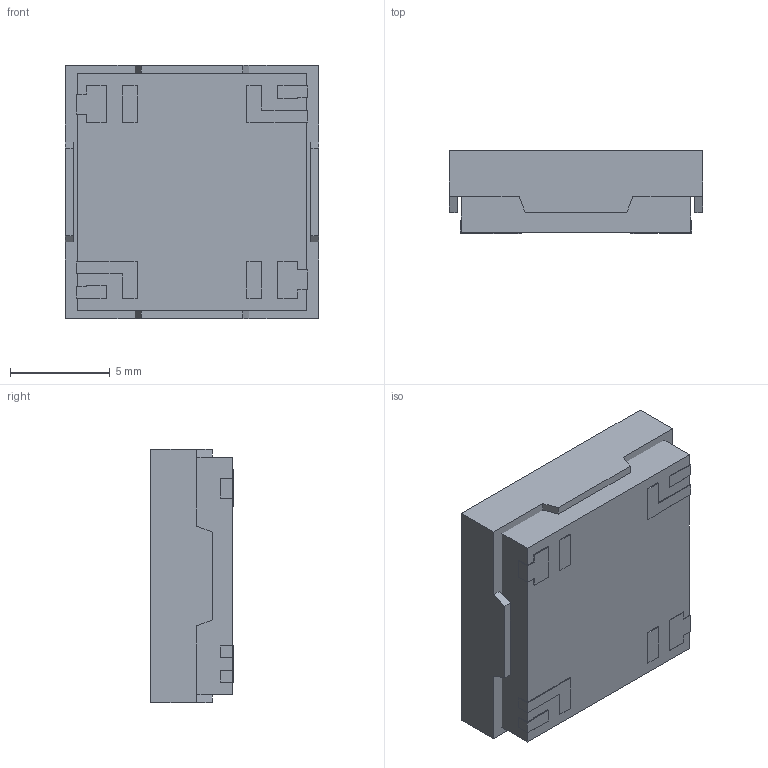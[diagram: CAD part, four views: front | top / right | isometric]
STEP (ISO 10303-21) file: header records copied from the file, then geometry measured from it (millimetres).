
FILE_DESCRIPTION (( 'STEP AP214' ), '1' );
FILE_NAME ('3D3C11LP-AOIC.STEP', '2015-10-23T06:59:46', ( 'Ezequiel Navarro' ), ( 'Microsoft' ), 'SwSTEP 2.0', 'SolidWorks 2012', '' );
FILE_SCHEMA (( 'AUTOMOTIVE_DESIGN' ));
Length unit declared in the file: millimetre
Products named in the file (3): plastic_box_3DC11X11; 3Dsimplificado3DC11LP-AOICAP; 3D3C11LP-AOIC
Assembly tree (2 placements, depth 2):
  3D3C11LP-AOIC
    3Dsimplificado3DC11LP-AOICAP
    plastic_box_3DC11X11
Bounding box: 12.7 x 4.15 x 12.7 mm (x, y, z)
Surface area: 946.2 mm2
Topology: 10 solids, 10 shells, 118 faces, 288 edges, 192 vertices
Faces by surface type: plane 114, cylinder 4
Entity records: 3681 total; most frequent: CARTESIAN_POINT 603, ORIENTED_EDGE 576, DIRECTION 542, EDGE_CURVE 288, LINE 280, VECTOR 280, VERTEX_POINT 192, AXIS2_PLACEMENT_3D 131
